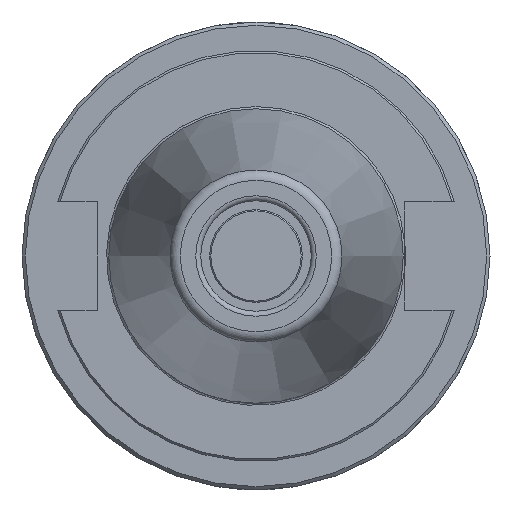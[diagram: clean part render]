
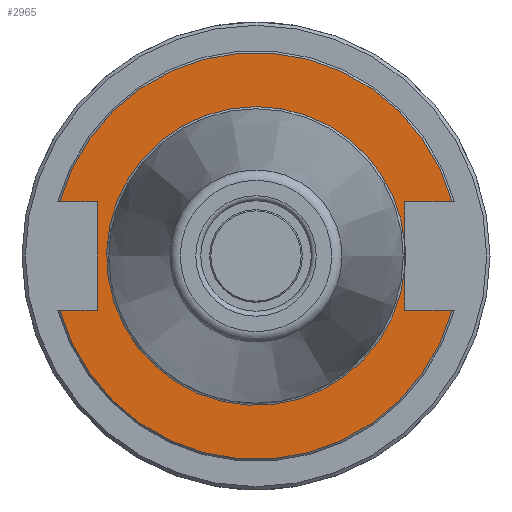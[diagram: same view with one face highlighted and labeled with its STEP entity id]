
A CAD part, left-side view. The second image highlights one B-rep face of the part: STEP entity #2965.
In plain terms, the highlighted planar face has unit normal (-1, 0, 0).
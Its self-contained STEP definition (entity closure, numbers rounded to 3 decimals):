
#170=CIRCLE('',#3248,48.25);
#171=CIRCLE('',#3249,48.25);
#172=CIRCLE('',#3250,35.429);
#173=CIRCLE('',#3251,35.429);
#354=FACE_OUTER_BOUND('',#542,.T.);
#542=EDGE_LOOP('',(#2248,#2249,#2250,#2251,#2252,#2253,#2254,#2255,#2256,
#2257,#2258));
#731=LINE('',#4622,#972);
#738=LINE('',#4666,#979);
#740=LINE('',#4670,#981);
#747=LINE('',#4729,#988);
#750=LINE('',#4739,#991);
#758=LINE('',#4824,#999);
#761=LINE('',#4828,#1002);
#972=VECTOR('',#3682,10.);
#979=VECTOR('',#3691,10.);
#981=VECTOR('',#3693,10.);
#988=VECTOR('',#3702,10.);
#991=VECTOR('',#3711,10.);
#999=VECTOR('',#3721,10.);
#1002=VECTOR('',#3726,10.);
#1249=VERTEX_POINT('',#4616);
#1251=VERTEX_POINT('',#4621);
#1262=VERTEX_POINT('',#4665);
#1263=VERTEX_POINT('',#4667);
#1264=VERTEX_POINT('',#4669);
#1268=VERTEX_POINT('',#4688);
#1279=VERTEX_POINT('',#4736);
#1280=VERTEX_POINT('',#4738);
#1299=VERTEX_POINT('',#4819);
#1300=VERTEX_POINT('',#4823);
#1302=VERTEX_POINT('',#4872);
#1568=EDGE_CURVE('',#1251,#1249,#731,.T.);
#1580=EDGE_CURVE('',#1262,#1251,#738,.T.);
#1582=EDGE_CURVE('',#1264,#1263,#740,.T.);
#1596=EDGE_CURVE('',#1268,#1264,#747,.T.);
#1600=EDGE_CURVE('',#1280,#1279,#750,.T.);
#1620=EDGE_CURVE('',#1300,#1299,#758,.T.);
#1623=EDGE_CURVE('',#1279,#1300,#761,.T.);
#1645=EDGE_CURVE('',#1280,#1249,#170,.T.);
#1646=EDGE_CURVE('',#1268,#1299,#171,.T.);
#1647=EDGE_CURVE('',#1263,#1302,#172,.T.);
#1648=EDGE_CURVE('',#1302,#1262,#173,.T.);
#2248=ORIENTED_EDGE('',*,*,#1580,.T.);
#2249=ORIENTED_EDGE('',*,*,#1568,.T.);
#2250=ORIENTED_EDGE('',*,*,#1645,.F.);
#2251=ORIENTED_EDGE('',*,*,#1600,.T.);
#2252=ORIENTED_EDGE('',*,*,#1623,.T.);
#2253=ORIENTED_EDGE('',*,*,#1620,.T.);
#2254=ORIENTED_EDGE('',*,*,#1646,.F.);
#2255=ORIENTED_EDGE('',*,*,#1596,.T.);
#2256=ORIENTED_EDGE('',*,*,#1582,.T.);
#2257=ORIENTED_EDGE('',*,*,#1647,.T.);
#2258=ORIENTED_EDGE('',*,*,#1648,.T.);
#2820=PLANE('',#3247);
#2965=ADVANCED_FACE('',(#354),#2820,.T.);
#3247=AXIS2_PLACEMENT_3D('',#4869,#3805,#3806);
#3248=AXIS2_PLACEMENT_3D('',#4870,#3807,#3808);
#3249=AXIS2_PLACEMENT_3D('',#4871,#3809,#3810);
#3250=AXIS2_PLACEMENT_3D('',#4873,#3811,#3812);
#3251=AXIS2_PLACEMENT_3D('',#4874,#3813,#3814);
#3682=DIRECTION('',(0.,-1.,0.));
#3691=DIRECTION('',(0.,0.,1.));
#3693=DIRECTION('',(0.,0.,1.));
#3702=DIRECTION('',(0.,1.,0.));
#3711=DIRECTION('',(0.,-1.,0.));
#3721=DIRECTION('',(0.,1.,0.));
#3726=DIRECTION('',(0.,0.,-1.));
#3805=DIRECTION('center_axis',(-1.,0.,0.));
#3806=DIRECTION('ref_axis',(0.,0.,1.));
#3807=DIRECTION('center_axis',(1.,0.,0.));
#3808=DIRECTION('ref_axis',(0.,0.,-1.));
#3809=DIRECTION('center_axis',(1.,0.,0.));
#3810=DIRECTION('ref_axis',(0.,0.,-1.));
#3811=DIRECTION('center_axis',(1.,0.,0.));
#3812=DIRECTION('ref_axis',(0.,0.,-1.));
#3813=DIRECTION('center_axis',(1.,0.,0.));
#3814=DIRECTION('ref_axis',(0.,0.,-1.));
#4616=CARTESIAN_POINT('',(1.5,-46.514,12.825));
#4621=CARTESIAN_POINT('',(1.5,-35.3,12.825));
#4622=CARTESIAN_POINT('',(1.5,6.475,12.825));
#4665=CARTESIAN_POINT('',(1.5,-35.3,3.016));
#4666=CARTESIAN_POINT('',(1.5,-35.3,-6.413));
#4667=CARTESIAN_POINT('',(1.5,-35.3,-3.016));
#4669=CARTESIAN_POINT('',(1.5,-35.3,-12.825));
#4670=CARTESIAN_POINT('',(1.5,-35.3,-6.413));
#4688=CARTESIAN_POINT('',(1.5,-46.514,-12.825));
#4729=CARTESIAN_POINT('',(1.5,-13.707,-12.825));
#4736=CARTESIAN_POINT('',(1.5,37.7,12.825));
#4738=CARTESIAN_POINT('',(1.5,46.514,12.825));
#4739=CARTESIAN_POINT('',(1.5,61.395,12.825));
#4819=CARTESIAN_POINT('',(1.5,46.514,-12.825));
#4823=CARTESIAN_POINT('',(1.5,37.7,-12.825));
#4824=CARTESIAN_POINT('',(1.5,42.975,-12.825));
#4828=CARTESIAN_POINT('',(1.5,37.7,6.413));
#4869=CARTESIAN_POINT('Origin',(1.5,48.25,0.));
#4870=CARTESIAN_POINT('Origin',(1.5,0.,0.));
#4871=CARTESIAN_POINT('Origin',(1.5,0.,0.));
#4872=CARTESIAN_POINT('',(1.5,0.,35.429));
#4873=CARTESIAN_POINT('Origin',(1.5,0.,0.));
#4874=CARTESIAN_POINT('Origin',(1.5,0.,0.));
